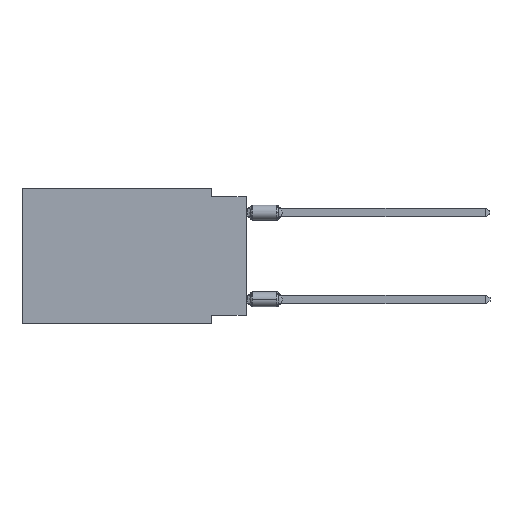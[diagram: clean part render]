
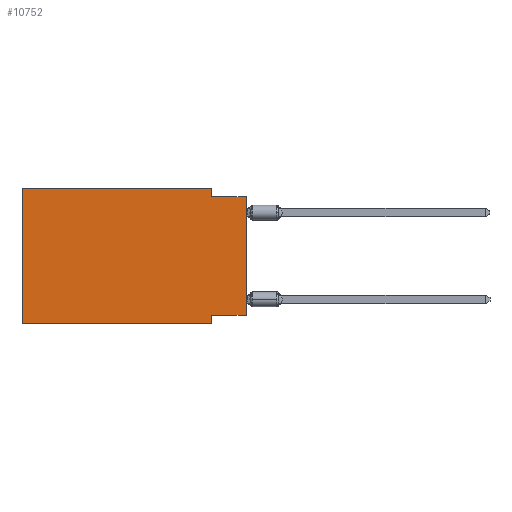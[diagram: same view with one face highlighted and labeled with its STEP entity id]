
A CAD part, left-side view. The second image highlights one B-rep face of the part: STEP entity #10752.
In plain terms, the highlighted planar face has unit normal (-1, 0, 0).
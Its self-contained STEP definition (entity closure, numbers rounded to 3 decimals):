
#138 = CARTESIAN_POINT ( 'NONE',  ( 0., 2.54, 0. ) ) ;
#618 = EDGE_CURVE ( 'NONE', #10751, #18926, #9784, .T. ) ;
#803 = VERTEX_POINT ( 'NONE', #8378 ) ;
#1130 = DIRECTION ( 'NONE',  ( 0., -1., 0. ) ) ;
#1435 = VECTOR ( 'NONE', #19741, 1000. ) ;
#1762 = VERTEX_POINT ( 'NONE', #15359 ) ;
#2001 = LINE ( 'NONE', #15527, #15675 ) ;
#2588 = VERTEX_POINT ( 'NONE', #4597 ) ;
#2682 = LINE ( 'NONE', #2984, #1435 ) ;
#2806 = EDGE_LOOP ( 'NONE', ( #17666, #16768, #3166, #18683, #13410, #14454, #4525, #15075 ) ) ;
#2882 = EDGE_CURVE ( 'NONE', #15343, #1762, #14771, .T. ) ;
#2984 = CARTESIAN_POINT ( 'NONE',  ( 0., 2.54, 0. ) ) ;
#3087 = EDGE_CURVE ( 'NONE', #2588, #15343, #11299, .T. ) ;
#3166 = ORIENTED_EDGE ( 'NONE', *, *, #18747, .F. ) ;
#3879 = DIRECTION ( 'NONE',  ( 0., 0., -1. ) ) ;
#4150 = LINE ( 'NONE', #7282, #10793 ) ;
#4411 = PLANE ( 'NONE',  #6681 ) ;
#4525 = ORIENTED_EDGE ( 'NONE', *, *, #2882, .F. ) ;
#4597 = CARTESIAN_POINT ( 'NONE',  ( 0., 0., -9.271 ) ) ;
#4885 = EDGE_CURVE ( 'NONE', #803, #10751, #5250, .T. ) ;
#5250 = LINE ( 'NONE', #9906, #17221 ) ;
#5401 = CARTESIAN_POINT ( 'NONE',  ( 0., 2.54, -9.271 ) ) ;
#6643 = DIRECTION ( 'NONE',  ( 0., 0., 1. ) ) ;
#6681 = AXIS2_PLACEMENT_3D ( 'NONE', #13983, #13597, #13891 ) ;
#7083 = CARTESIAN_POINT ( 'NONE',  ( 0., 2.54, -0.635 ) ) ;
#7282 = CARTESIAN_POINT ( 'NONE',  ( 0., 16.383, -9.906 ) ) ;
#7451 = FACE_OUTER_BOUND ( 'NONE', #2806, .T. ) ;
#8363 = EDGE_CURVE ( 'NONE', #803, #1762, #4150, .T. ) ;
#8378 = CARTESIAN_POINT ( 'NONE',  ( 0., 16.383, -9.906 ) ) ;
#9405 = VERTEX_POINT ( 'NONE', #7083 ) ;
#9784 = LINE ( 'NONE', #17150, #17945 ) ;
#9906 = CARTESIAN_POINT ( 'NONE',  ( 0., 16.383, 0. ) ) ;
#10211 = VECTOR ( 'NONE', #1130, 1000. ) ;
#10751 = VERTEX_POINT ( 'NONE', #17033 ) ;
#10752 = ADVANCED_FACE ( 'NONE', ( #7451 ), #4411, .F. ) ;
#10793 = VECTOR ( 'NONE', #19588, 1000. ) ;
#10831 = VERTEX_POINT ( 'NONE', #12970 ) ;
#11208 = CARTESIAN_POINT ( 'NONE',  ( 0., 0., -9.271 ) ) ;
#11299 = LINE ( 'NONE', #11208, #17880 ) ;
#11402 = DIRECTION ( 'NONE',  ( 0., 0., 1. ) ) ;
#12970 = CARTESIAN_POINT ( 'NONE',  ( 0., 0., -0.635 ) ) ;
#13410 = ORIENTED_EDGE ( 'NONE', *, *, #4885, .F. ) ;
#13529 = EDGE_CURVE ( 'NONE', #2588, #10831, #2001, .T. ) ;
#13597 = DIRECTION ( 'NONE',  ( 1., 0., 0. ) ) ;
#13891 = DIRECTION ( 'NONE',  ( 0., 0., -1. ) ) ;
#13983 = CARTESIAN_POINT ( 'NONE',  ( 0., 16.383, 0. ) ) ;
#14142 = DIRECTION ( 'NONE',  ( 0., 1., 0. ) ) ;
#14454 = ORIENTED_EDGE ( 'NONE', *, *, #8363, .T. ) ;
#14627 = EDGE_CURVE ( 'NONE', #9405, #10831, #18185, .T. ) ;
#14771 = LINE ( 'NONE', #17495, #16912 ) ;
#14954 = CARTESIAN_POINT ( 'NONE',  ( 0., 0., -0.635 ) ) ;
#15075 = ORIENTED_EDGE ( 'NONE', *, *, #3087, .F. ) ;
#15343 = VERTEX_POINT ( 'NONE', #5401 ) ;
#15359 = CARTESIAN_POINT ( 'NONE',  ( 0., 2.54, -9.906 ) ) ;
#15527 = CARTESIAN_POINT ( 'NONE',  ( 0., 0., 0. ) ) ;
#15675 = VECTOR ( 'NONE', #6643, 1000. ) ;
#16768 = ORIENTED_EDGE ( 'NONE', *, *, #14627, .F. ) ;
#16912 = VECTOR ( 'NONE', #3879, 1000. ) ;
#17033 = CARTESIAN_POINT ( 'NONE',  ( 0., 16.383, 0. ) ) ;
#17150 = CARTESIAN_POINT ( 'NONE',  ( 0., 16.383, 0. ) ) ;
#17221 = VECTOR ( 'NONE', #11402, 1000. ) ;
#17495 = CARTESIAN_POINT ( 'NONE',  ( 0., 2.54, -9.906 ) ) ;
#17666 = ORIENTED_EDGE ( 'NONE', *, *, #13529, .T. ) ;
#17880 = VECTOR ( 'NONE', #14142, 1000. ) ;
#17945 = VECTOR ( 'NONE', #19064, 1000. ) ;
#18185 = LINE ( 'NONE', #14954, #10211 ) ;
#18683 = ORIENTED_EDGE ( 'NONE', *, *, #618, .F. ) ;
#18747 = EDGE_CURVE ( 'NONE', #18926, #9405, #2682, .T. ) ;
#18926 = VERTEX_POINT ( 'NONE', #138 ) ;
#19064 = DIRECTION ( 'NONE',  ( 0., -1., 0. ) ) ;
#19588 = DIRECTION ( 'NONE',  ( 0., -1., 0. ) ) ;
#19741 = DIRECTION ( 'NONE',  ( 0., 0., -1. ) ) ;
